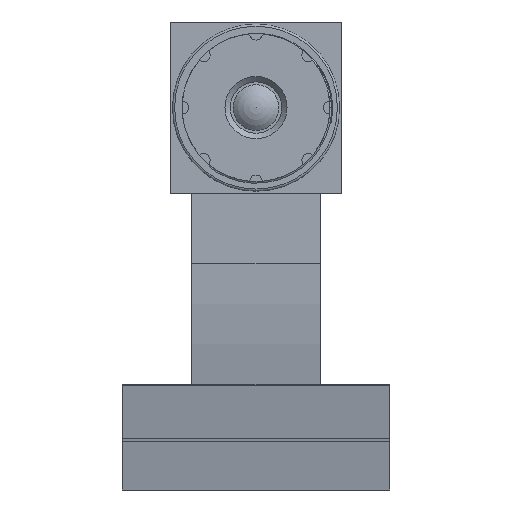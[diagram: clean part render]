
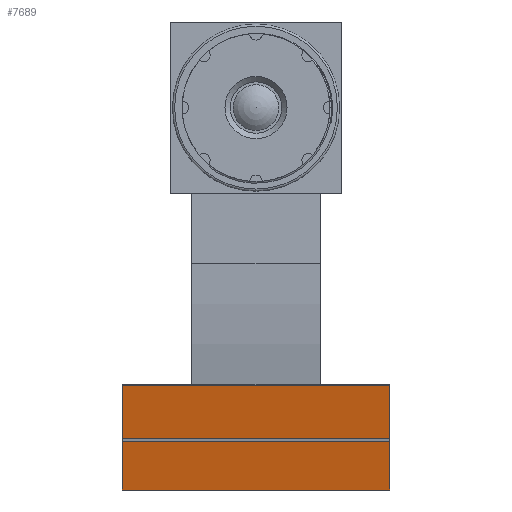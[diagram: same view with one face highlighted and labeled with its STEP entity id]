
A CAD part, top view. The second image highlights one B-rep face of the part: STEP entity #7689.
In plain terms, the highlighted face is planar.
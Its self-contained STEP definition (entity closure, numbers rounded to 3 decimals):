
#7560 = VERTEX_POINT('',#7561);
#7561 = CARTESIAN_POINT('',(-6.25,2.5,0.05));
#7567 = EDGE_CURVE('',#7560,#7568,#7570,.T.);
#7568 = VERTEX_POINT('',#7569);
#7569 = CARTESIAN_POINT('',(-6.25,-2.5,0.05));
#7570 = LINE('',#7571,#7572);
#7571 = CARTESIAN_POINT('',(-6.25,2.5,0.05));
#7572 = VECTOR('',#7573,1.);
#7573 = DIRECTION('',(0.,-1.,0.));
#7598 = EDGE_CURVE('',#7568,#7599,#7601,.T.);
#7599 = VERTEX_POINT('',#7600);
#7600 = CARTESIAN_POINT('',(6.25,-2.5,0.05));
#7601 = LINE('',#7602,#7603);
#7602 = CARTESIAN_POINT('',(-6.25,-2.5,0.05));
#7603 = VECTOR('',#7604,1.);
#7604 = DIRECTION('',(1.,0.,0.));
#7629 = EDGE_CURVE('',#7599,#7630,#7632,.T.);
#7630 = VERTEX_POINT('',#7631);
#7631 = CARTESIAN_POINT('',(6.25,2.5,0.05));
#7632 = LINE('',#7633,#7634);
#7633 = CARTESIAN_POINT('',(6.25,-2.5,0.05));
#7634 = VECTOR('',#7635,1.);
#7635 = DIRECTION('',(0.,1.,0.));
#7660 = EDGE_CURVE('',#7630,#7560,#7661,.T.);
#7661 = LINE('',#7662,#7663);
#7662 = CARTESIAN_POINT('',(6.25,2.5,0.05));
#7663 = VECTOR('',#7664,1.);
#7664 = DIRECTION('',(-1.,0.,0.));
#7689 = ADVANCED_FACE('',(#7690),#7696,.T.);
#7690 = FACE_BOUND('',#7691,.T.);
#7691 = EDGE_LOOP('',(#7692,#7693,#7694,#7695));
#7692 = ORIENTED_EDGE('',*,*,#7567,.T.);
#7693 = ORIENTED_EDGE('',*,*,#7598,.T.);
#7694 = ORIENTED_EDGE('',*,*,#7629,.T.);
#7695 = ORIENTED_EDGE('',*,*,#7660,.T.);
#7696 = PLANE('',#7697);
#7697 = AXIS2_PLACEMENT_3D('',#7698,#7699,#7700);
#7698 = CARTESIAN_POINT('',(0.,0.,0.05));
#7699 = DIRECTION('',(0.,0.,1.));
#7700 = DIRECTION('',(1.,0.,0.));
